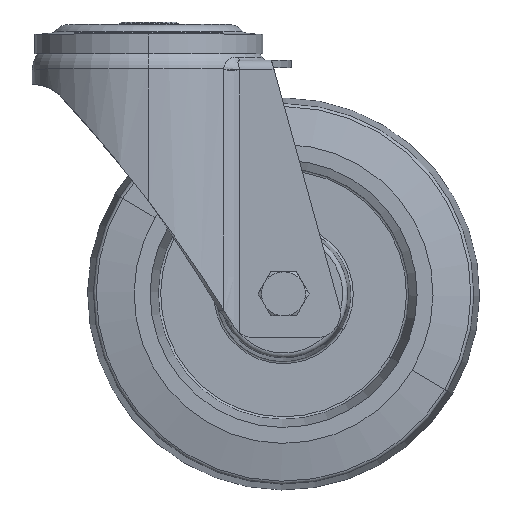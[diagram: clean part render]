
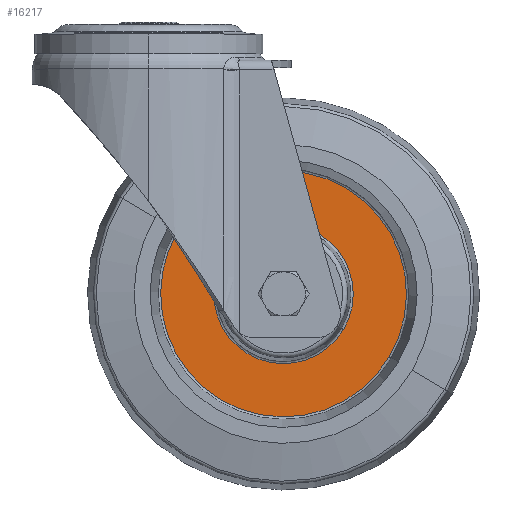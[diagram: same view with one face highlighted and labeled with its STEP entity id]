
A CAD part, top view. The second image highlights one B-rep face of the part: STEP entity #16217.
In plain terms, the highlighted planar face has unit normal (0, 0, 1).
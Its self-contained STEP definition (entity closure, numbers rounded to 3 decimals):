
#533 = CARTESIAN_POINT ( 'NONE',  ( 11.853, -85.389, 6. ) ) ;
#778 = VERTEX_POINT ( 'NONE', #10702 ) ;
#1120 = AXIS2_PLACEMENT_3D ( 'NONE', #6858, #5496, #2798 ) ;
#1127 = DIRECTION ( 'NONE',  ( -0.86, 0.51, 0. ) ) ;
#1204 = EDGE_CURVE ( 'NONE', #778, #1845, #10263, .T. ) ;
#1845 = VERTEX_POINT ( 'NONE', #12952 ) ;
#1899 = VERTEX_POINT ( 'NONE', #17528 ) ;
#2088 = CIRCLE ( 'NONE', #10994, 28.439 ) ;
#2321 = ORIENTED_EDGE ( 'NONE', *, *, #4331, .T. ) ;
#2476 = AXIS2_PLACEMENT_3D ( 'NONE', #7932, #9293, #1127 ) ;
#2798 = DIRECTION ( 'NONE',  ( -0.86, 0.51, 0. ) ) ;
#2840 = ORIENTED_EDGE ( 'NONE', *, *, #3738, .T. ) ;
#3095 = FACE_BOUND ( 'NONE', #16320, .T. ) ;
#3639 = AXIS2_PLACEMENT_3D ( 'NONE', #10690, #12142, #16793 ) ;
#3738 = EDGE_CURVE ( 'NONE', #4050, #1899, #4251, .T. ) ;
#3766 = EDGE_LOOP ( 'NONE', ( #2840, #2321 ) ) ;
#4050 = VERTEX_POINT ( 'NONE', #533 ) ;
#4251 = CIRCLE ( 'NONE', #1120, 50.176 ) ;
#4331 = EDGE_CURVE ( 'NONE', #1899, #4050, #11494, .T. ) ;
#5339 = DIRECTION ( 'NONE',  ( 0., 0., -1. ) ) ;
#5496 = DIRECTION ( 'NONE',  ( 0., 0., 1. ) ) ;
#6858 = CARTESIAN_POINT ( 'NONE',  ( 55., -111., 6. ) ) ;
#7537 = ORIENTED_EDGE ( 'NONE', *, *, #10997, .T. ) ;
#7932 = CARTESIAN_POINT ( 'NONE',  ( 55., -111., 6. ) ) ;
#8246 = CARTESIAN_POINT ( 'NONE',  ( 55., -111., 6. ) ) ;
#9293 = DIRECTION ( 'NONE',  ( 0., 0., -1. ) ) ;
#10263 = CIRCLE ( 'NONE', #2476, 28.439 ) ;
#10667 = DIRECTION ( 'NONE',  ( -0.86, 0.51, 0. ) ) ;
#10690 = CARTESIAN_POINT ( 'NONE',  ( 81.032, -67.144, 6. ) ) ;
#10702 = CARTESIAN_POINT ( 'NONE',  ( 30.544, -96.484, 6. ) ) ;
#10994 = AXIS2_PLACEMENT_3D ( 'NONE', #12206, #5339, #10667 ) ;
#10997 = EDGE_CURVE ( 'NONE', #1845, #778, #2088, .T. ) ;
#11494 = CIRCLE ( 'NONE', #13823, 50.176 ) ;
#12142 = DIRECTION ( 'NONE',  ( 0., 0., -1. ) ) ;
#12206 = CARTESIAN_POINT ( 'NONE',  ( 55., -111., 6. ) ) ;
#12225 = DIRECTION ( 'NONE',  ( 0., 0., 1. ) ) ;
#12952 = CARTESIAN_POINT ( 'NONE',  ( 79.456, -125.516, 6. ) ) ;
#13169 = ORIENTED_EDGE ( 'NONE', *, *, #1204, .T. ) ;
#13518 = PLANE ( 'NONE',  #3639 ) ;
#13601 = FACE_OUTER_BOUND ( 'NONE', #3766, .T. ) ;
#13823 = AXIS2_PLACEMENT_3D ( 'NONE', #8246, #12225, #17715 ) ;
#16217 = ADVANCED_FACE ( 'NONE', ( #13601, #3095 ), #13518, .F. ) ;
#16320 = EDGE_LOOP ( 'NONE', ( #13169, #7537 ) ) ;
#16793 = DIRECTION ( 'NONE',  ( -0.86, 0.51, 0. ) ) ;
#17528 = CARTESIAN_POINT ( 'NONE',  ( 98.147, -136.611, 6. ) ) ;
#17715 = DIRECTION ( 'NONE',  ( -0.86, 0.51, 0. ) ) ;
